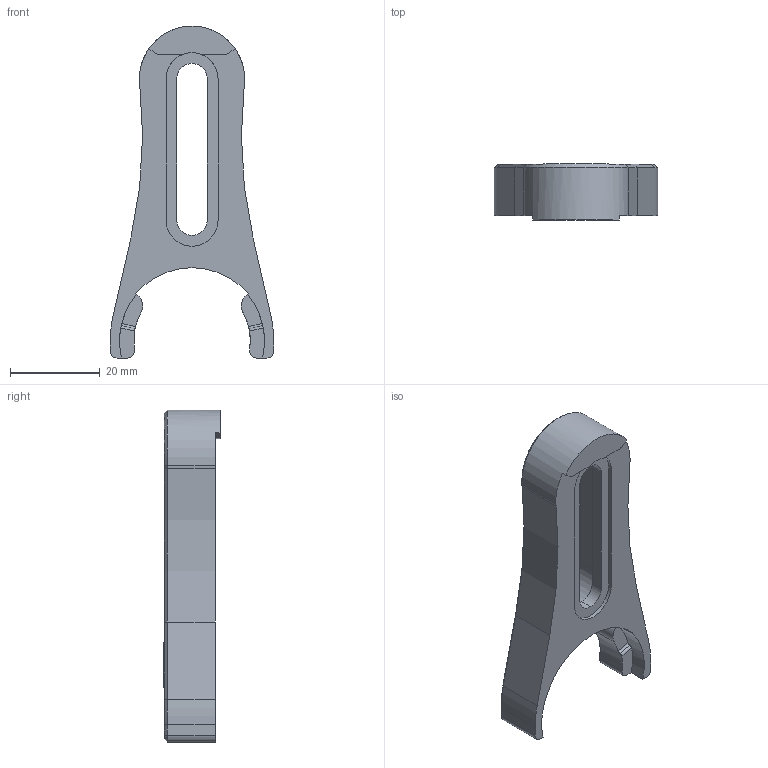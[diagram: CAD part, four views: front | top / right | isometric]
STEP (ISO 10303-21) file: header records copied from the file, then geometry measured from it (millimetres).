
FILE_DESCRIPTION (( 'STEP AP214' ), '1' );
FILE_NAME ('523600.STEP', '2019-10-14T01:38:02', ( 'user' ), ( '微软中国' ), 'SwSTEP 2.0', 'SolidWorks 2016', '' );
FILE_SCHEMA (( 'AUTOMOTIVE_DESIGN' ));
Length unit declared in the file: inch
Products named in the file (1): 523600
Bounding box: 36.32 x 12.45 x 73.79 mm (x, y, z)
Volume: 10872.8 mm3; surface area: 6088.4 mm2
Topology: 1 solids, 1 shells, 89 faces, 233 edges, 147 vertices
Faces by surface type: plane 39, cylinder 34, cone 16
Entity records: 3972 total; most frequent: CARTESIAN_POINT 538, DIRECTION 483, ORIENTED_EDGE 466, EDGE_CURVE 233, AXIS2_PLACEMENT_3D 174, VERTEX_POINT 147, VECTOR 135, LINE 135
